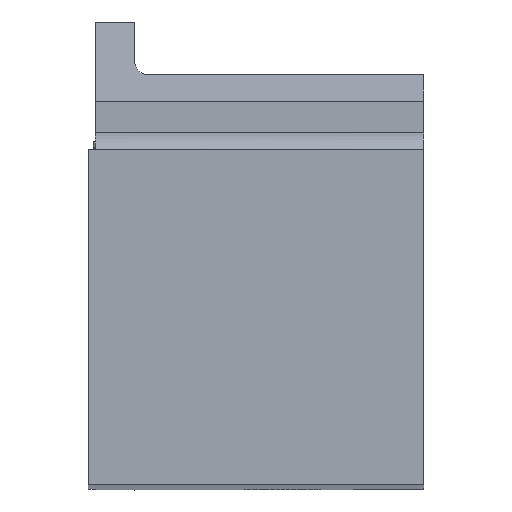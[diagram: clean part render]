
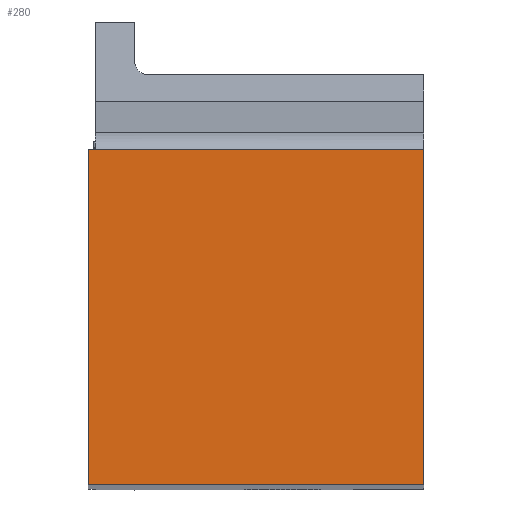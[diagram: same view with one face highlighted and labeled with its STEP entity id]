
A CAD part, top view. The second image highlights one B-rep face of the part: STEP entity #280.
In plain terms, the highlighted planar face has unit normal (0, 0, 1).
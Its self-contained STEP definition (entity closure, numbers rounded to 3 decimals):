
#280=ADVANCED_FACE('',(#500),#381,.T.);
#381=PLANE('',#3425);
#500=FACE_OUTER_BOUND('',#670,.T.);
#670=EDGE_LOOP('',(#1260,#1261,#1262,#1263));
#1260=ORIENTED_EDGE('',*,*,#2296,.F.);
#1261=ORIENTED_EDGE('',*,*,#2299,.F.);
#1262=ORIENTED_EDGE('',*,*,#2237,.T.);
#1263=ORIENTED_EDGE('',*,*,#2235,.F.);
#1846=VERTEX_POINT('',#9131);
#1847=VERTEX_POINT('',#9133);
#1848=VERTEX_POINT('',#9137);
#1896=VERTEX_POINT('',#9298);
#2235=EDGE_CURVE('',#1846,#1847,#2921,.T.);
#2237=EDGE_CURVE('',#1848,#1847,#2923,.T.);
#2296=EDGE_CURVE('',#1896,#1846,#2955,.T.);
#2299=EDGE_CURVE('',#1848,#1896,#2956,.T.);
#2921=LINE('',#9132,#3107);
#2923=LINE('',#9136,#3109);
#2955=LINE('',#9299,#3141);
#2956=LINE('',#9305,#3142);
#3107=VECTOR('',#3771,1.);
#3109=VECTOR('',#3775,1.);
#3141=VECTOR('',#3875,1.);
#3142=VECTOR('',#3882,1.);
#3425=AXIS2_PLACEMENT_3D('',#9306,#3883,#3884);
#3771=DIRECTION('',(0.,1.,0.));
#3775=DIRECTION('',(-1.,0.,0.));
#3875=DIRECTION('',(-1.,0.,0.));
#3882=DIRECTION('',(0.,-1.,0.));
#3883=DIRECTION('',(0.,0.,1.));
#3884=DIRECTION('',(-1.,0.,0.));
#9131=CARTESIAN_POINT('',(-12.7,0.,0.));
#9132=CARTESIAN_POINT('',(-12.7,0.,0.));
#9133=CARTESIAN_POINT('',(-12.7,12.7,0.));
#9136=CARTESIAN_POINT('',(0.,12.7,0.));
#9137=CARTESIAN_POINT('',(0.,12.7,0.));
#9298=CARTESIAN_POINT('',(0.,0.,0.));
#9299=CARTESIAN_POINT('',(0.,0.,0.));
#9305=CARTESIAN_POINT('',(0.,12.7,0.));
#9306=CARTESIAN_POINT('',(-6.35,6.35,0.));
